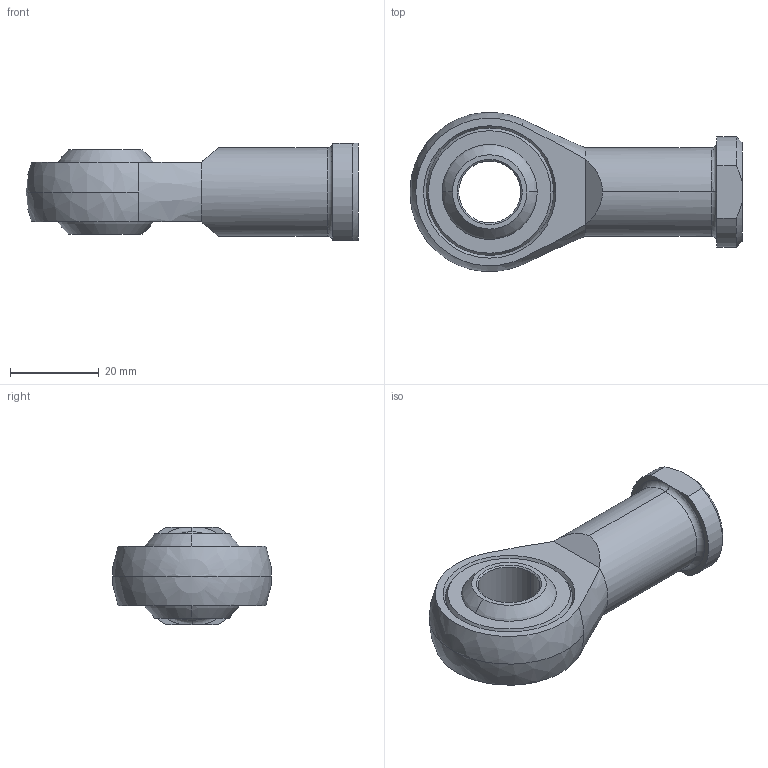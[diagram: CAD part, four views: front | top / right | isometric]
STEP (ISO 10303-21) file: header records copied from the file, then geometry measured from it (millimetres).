
FILE_DESCRIPTION(('STEP AP214'),'1');
FILE_NAME('gisw14.stp','2022-07-07T15:47:44',('TraceParts'),('TraceParts S.A.'),'Spatial InterOp 3D',' ',' ');
FILE_SCHEMA(('AUTOMOTIVE_DESIGN { 1 0 10303 214 1 1 1 1 }'));
Length unit declared in the file: millimetre
Products named in the file (1): gisw14_1
Bounding box: 75 x 35.9 x 22 mm (x, y, z)
Volume: 20772.1 mm3; surface area: 10661.4 mm2
Topology: 2 solids, 2 shells, 55 faces, 126 edges, 76 vertices
Faces by surface type: cone 20, plane 15, sphere 10, cylinder 8, torus 2
Entity records: 2072 total; most frequent: CARTESIAN_POINT 339, DIRECTION 300, ORIENTED_EDGE 244, AXIS2_PLACEMENT_3D 133, EDGE_CURVE 122, VERTEX_POINT 76, CIRCLE 72, EDGE_LOOP 64
